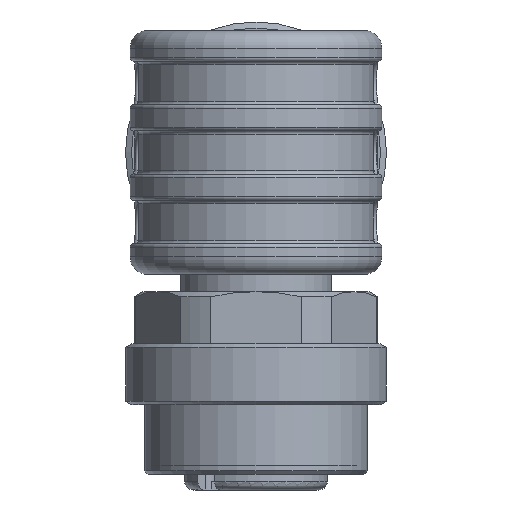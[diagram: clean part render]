
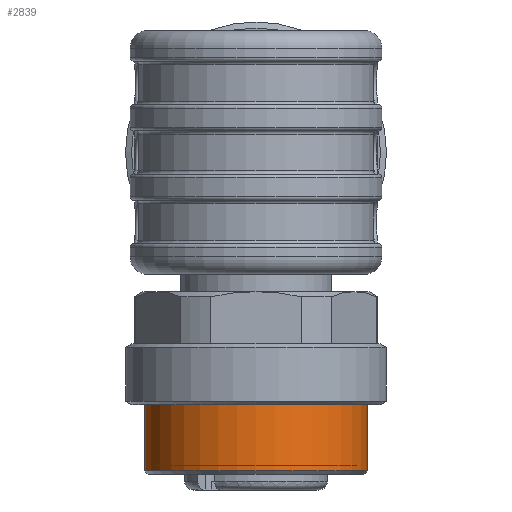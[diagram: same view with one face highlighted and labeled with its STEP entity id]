
A CAD part, left-side view. The second image highlights one B-rep face of the part: STEP entity #2839.
In plain terms, the highlighted cylindrical face has radius 6.4 mm (diameter 12.8 mm), a full revolution.
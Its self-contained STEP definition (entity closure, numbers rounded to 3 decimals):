
#2839=ADVANCED_FACE('',(#3523,#3524),#3359,.T.);
#3359=CYLINDRICAL_SURFACE('',#10235,6.4);
#3523=FACE_BOUND('',#3810,.T.);
#3524=FACE_BOUND('',#3811,.T.);
#3810=EDGE_LOOP('',(#4948));
#3811=EDGE_LOOP('',(#4949));
#4948=ORIENTED_EDGE('',*,*,#8372,.T.);
#4949=ORIENTED_EDGE('',*,*,#8373,.T.);
#7348=VERTEX_POINT('',#14988);
#7349=VERTEX_POINT('',#14990);
#8372=EDGE_CURVE('',#7348,#7348,#9596,.T.);
#8373=EDGE_CURVE('',#7349,#7349,#9597,.T.);
#9596=CIRCLE('',#10233,6.4);
#9597=CIRCLE('',#10234,6.4);
#10233=AXIS2_PLACEMENT_3D('',#14987,#11637,#11638);
#10234=AXIS2_PLACEMENT_3D('',#14989,#11639,#11640);
#10235=AXIS2_PLACEMENT_3D('',#14991,#11641,#11642);
#11637=DIRECTION('',(0.,0.,1.));
#11638=DIRECTION('',(0.866,0.5,0.));
#11639=DIRECTION('',(0.,0.,-1.));
#11640=DIRECTION('',(-0.5,0.866,0.));
#11641=DIRECTION('',(0.,0.,-1.));
#11642=DIRECTION('',(0.5,-0.866,0.));
#14987=CARTESIAN_POINT('',(60.,60.,-18.3));
#14988=CARTESIAN_POINT('',(65.543,63.2,-18.3));
#14989=CARTESIAN_POINT('',(60.,60.,-14.5));
#14990=CARTESIAN_POINT('',(56.8,65.543,-14.5));
#14991=CARTESIAN_POINT('',(60.,60.,-18.5));
